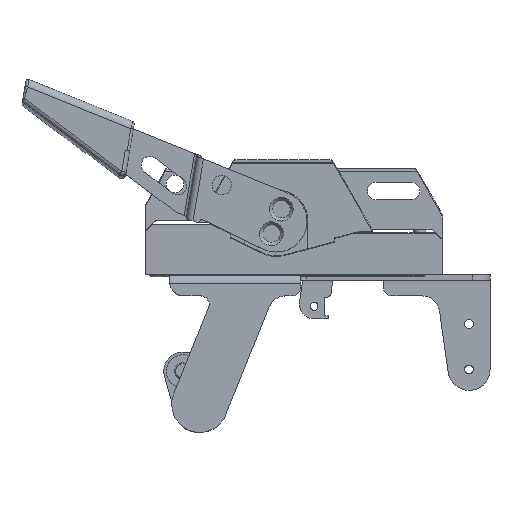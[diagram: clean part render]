
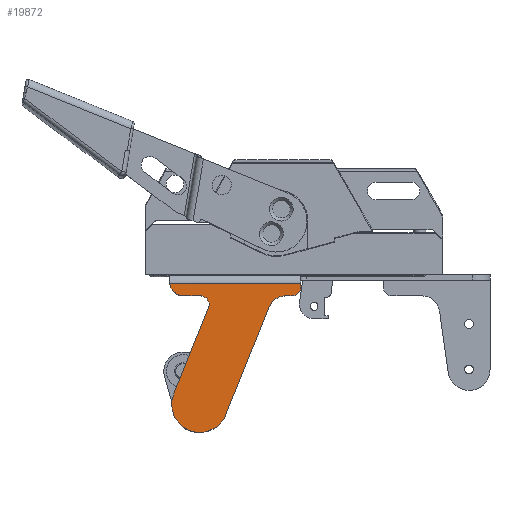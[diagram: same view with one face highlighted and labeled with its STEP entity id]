
A CAD part, top view. The second image highlights one B-rep face of the part: STEP entity #19872.
In plain terms, the highlighted planar face has unit normal (0, 0, 1).
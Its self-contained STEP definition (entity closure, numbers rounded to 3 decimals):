
#5843=DIRECTION('',(1.,0.,0.));
#5844=VECTOR('',#5843,74.949);
#5845=CARTESIAN_POINT('',(-56.415,-74.568,
-0.848));
#5846=LINE('',#5845,#5844);
#5847=CARTESIAN_POINT('',(13.535,-76.668,
-0.848));
#5848=DIRECTION('',(0.,0.,-1.));
#5849=DIRECTION('',(1.,0.,0.));
#5850=AXIS2_PLACEMENT_3D('',#5847,#5848,#5849);
#5852=CARTESIAN_POINT('',(9.793,-91.668,
-0.848));
#5853=DIRECTION('',(0.,0.,1.));
#5854=DIRECTION('',(0.,1.,0.));
#5855=AXIS2_PLACEMENT_3D('',#5852,#5853,#5854);
#5857=DIRECTION('',(-0.375,-0.927,0.));
#5858=VECTOR('',#5857,66.588);
#5859=CARTESIAN_POINT('',(0.521,-87.922,
-0.848));
#5860=LINE('',#5859,#5858);
#5861=CARTESIAN_POINT('',(-39.259,-143.668,
-0.848));
#5862=DIRECTION('',(0.,0.,-1.));
#5863=DIRECTION('',(0.927,-0.375,0.));
#5864=AXIS2_PLACEMENT_3D('',#5861,#5862,#5863);
#5866=CARTESIAN_POINT('',(-39.259,-143.668,
-0.848));
#5867=DIRECTION('',(0.,0.,-1.));
#5868=DIRECTION('',(-1.,0.,0.));
#5869=AXIS2_PLACEMENT_3D('',#5866,#5867,#5868);
#5871=DIRECTION('',(0.375,0.927,0.));
#5872=VECTOR('',#5871,52.992);
#5873=CARTESIAN_POINT('',(-54.093,-137.674,
-0.848));
#5874=LINE('',#5873,#5872);
#5875=CARTESIAN_POINT('',(-38.878,-86.668,
-0.848));
#5876=DIRECTION('',(0.,0.,1.));
#5877=DIRECTION('',(0.927,-0.375,0.));
#5878=AXIS2_PLACEMENT_3D('',#5875,#5876,#5877);
#5880=CARTESIAN_POINT('',(-38.878,-86.668,
-0.848));
#5881=DIRECTION('',(0.,0.,1.));
#5882=DIRECTION('',(1.,0.,0.));
#5883=AXIS2_PLACEMENT_3D('',#5880,#5881,#5882);
#5885=CARTESIAN_POINT('',(-48.465,-73.668,
-0.848));
#5886=DIRECTION('',(0.,0.,-1.));
#5887=DIRECTION('',(0.,-1.,0.));
#5888=AXIS2_PLACEMENT_3D('',#5885,#5886,#5887);
#6070=DIRECTION('',(0.,1.,0.));
#6071=VECTOR('',#6070,2.1);
#6072=CARTESIAN_POINT('',(18.535,-76.668,
-0.848));
#6073=LINE('',#6072,#6071);
#6082=DIRECTION('',(1.,0.,0.));
#6083=VECTOR('',#6082,3.742);
#6084=CARTESIAN_POINT('',(9.793,-81.668,
-0.848));
#6085=LINE('',#6084,#6083);
#6110=DIRECTION('',(1.,0.,0.));
#6111=VECTOR('',#6110,9.587);
#6112=CARTESIAN_POINT('',(-48.465,-81.668,
-0.848));
#6113=LINE('',#6112,#6111);
#10572=CARTESIAN_POINT('',(-48.465,-81.668,
-0.848));
#10573=CARTESIAN_POINT('',(-56.415,-74.568,
-0.848));
#10574=VERTEX_POINT('',#10572);
#10575=VERTEX_POINT('',#10573);
#10576=CARTESIAN_POINT('',(18.535,-74.568,
-0.848));
#10577=VERTEX_POINT('',#10576);
#10578=CARTESIAN_POINT('',(18.535,-76.668,
-0.848));
#10579=VERTEX_POINT('',#10578);
#10580=CARTESIAN_POINT('',(13.535,-81.668,
-0.848));
#10581=VERTEX_POINT('',#10580);
#10582=CARTESIAN_POINT('',(9.793,-81.668,
-0.848));
#10583=VERTEX_POINT('',#10582);
#10584=CARTESIAN_POINT('',(0.521,-87.922,
-0.848));
#10585=VERTEX_POINT('',#10584);
#10586=CARTESIAN_POINT('',(-24.424,-149.661,
-0.848));
#10587=VERTEX_POINT('',#10586);
#10588=CARTESIAN_POINT('',(-55.259,-143.668,
-0.848));
#10589=VERTEX_POINT('',#10588);
#10590=CARTESIAN_POINT('',(-54.093,-137.674,
-0.848));
#10591=VERTEX_POINT('',#10590);
#10592=CARTESIAN_POINT('',(-34.242,-88.541,
-0.848));
#10593=VERTEX_POINT('',#10592);
#10594=CARTESIAN_POINT('',(-33.878,-86.668,
-0.848));
#10595=VERTEX_POINT('',#10594);
#10596=CARTESIAN_POINT('',(-38.878,-81.668,
-0.848));
#10597=VERTEX_POINT('',#10596);
#19840=CARTESIAN_POINT('',(23.535,-69.668,
-0.848));
#19841=DIRECTION('',(0.,0.,1.));
#19842=DIRECTION('',(-1.,0.,0.));
#19843=AXIS2_PLACEMENT_3D('',#19840,#19841,#19842);
#19844=PLANE('',#19843);
#19846=ORIENTED_EDGE('',*,*,#19845,.T.);
#19848=ORIENTED_EDGE('',*,*,#19847,.F.);
#19850=ORIENTED_EDGE('',*,*,#19849,.T.);
#19852=ORIENTED_EDGE('',*,*,#19851,.F.);
#19854=ORIENTED_EDGE('',*,*,#19853,.T.);
#19856=ORIENTED_EDGE('',*,*,#19855,.T.);
#19858=ORIENTED_EDGE('',*,*,#19857,.T.);
#19860=ORIENTED_EDGE('',*,*,#19859,.T.);
#19862=ORIENTED_EDGE('',*,*,#19861,.T.);
#19864=ORIENTED_EDGE('',*,*,#19863,.T.);
#19866=ORIENTED_EDGE('',*,*,#19865,.T.);
#19868=ORIENTED_EDGE('',*,*,#19867,.F.);
#19869=ORIENTED_EDGE('',*,*,#19829,.T.);
#19870=EDGE_LOOP('',(#19846,#19848,#19850,#19852,#19854,#19856,#19858,#19860,
#19862,#19864,#19866,#19868,#19869));
#19871=FACE_OUTER_BOUND('',#19870,.F.);
#5851=CIRCLE('',#5850,5.);
#5856=CIRCLE('',#5855,10.);
#5865=CIRCLE('',#5864,16.);
#5870=CIRCLE('',#5869,16.);
#5879=CIRCLE('',#5878,5.);
#5884=CIRCLE('',#5883,5.);
#5889=CIRCLE('',#5888,8.);
#19829=EDGE_CURVE('',#10574,#10575,#5889,.T.);
#19845=EDGE_CURVE('',#10575,#10577,#5846,.T.);
#19847=EDGE_CURVE('',#10579,#10577,#6073,.T.);
#19849=EDGE_CURVE('',#10579,#10581,#5851,.T.);
#19851=EDGE_CURVE('',#10583,#10581,#6085,.T.);
#19853=EDGE_CURVE('',#10583,#10585,#5856,.T.);
#19855=EDGE_CURVE('',#10585,#10587,#5860,.T.);
#19857=EDGE_CURVE('',#10587,#10589,#5865,.T.);
#19859=EDGE_CURVE('',#10589,#10591,#5870,.T.);
#19861=EDGE_CURVE('',#10591,#10593,#5874,.T.);
#19863=EDGE_CURVE('',#10593,#10595,#5879,.T.);
#19865=EDGE_CURVE('',#10595,#10597,#5884,.T.);
#19867=EDGE_CURVE('',#10574,#10597,#6113,.T.);
#19872=ADVANCED_FACE('',(#19871),#19844,.T.);
